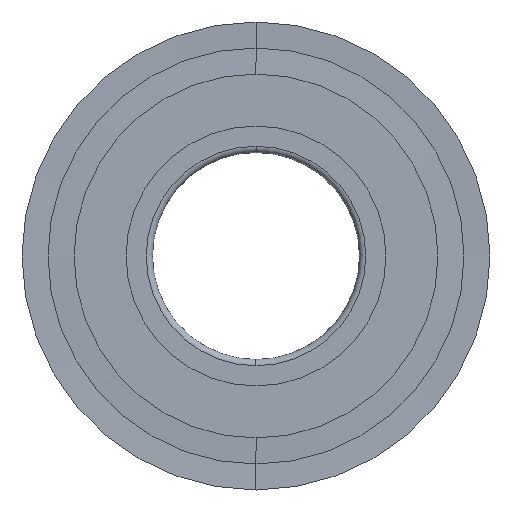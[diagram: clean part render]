
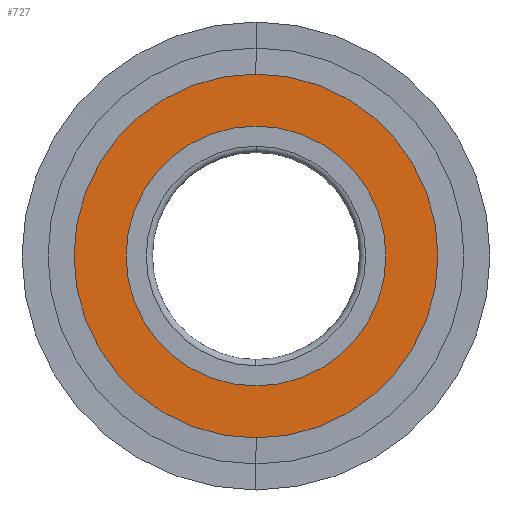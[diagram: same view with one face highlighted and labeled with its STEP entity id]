
A CAD part, left-side view. The second image highlights one B-rep face of the part: STEP entity #727.
In plain terms, the highlighted planar face has unit normal (-1, 0, 0).
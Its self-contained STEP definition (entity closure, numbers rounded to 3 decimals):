
#36 = CIRCLE ( 'NONE', #884, 8.787 ) ;
#159 = VERTEX_POINT ( 'NONE', #1502 ) ;
#165 = EDGE_CURVE ( 'NONE', #159, #783, #466, .T. ) ;
#186 = CARTESIAN_POINT ( 'NONE',  ( 0.27, 0., 0. ) ) ;
#223 = DIRECTION ( 'NONE',  ( 1., 0., 0. ) ) ;
#282 = ORIENTED_EDGE ( 'NONE', *, *, #1131, .F. ) ;
#322 = DIRECTION ( 'NONE',  ( 0., 0., 1. ) ) ;
#342 = CIRCLE ( 'NONE', #1070, 6.275 ) ;
#392 = DIRECTION ( 'NONE',  ( -1., 0., 0. ) ) ;
#426 = ORIENTED_EDGE ( 'NONE', *, *, #949, .F. ) ;
#466 = CIRCLE ( 'NONE', #934, 8.787 ) ;
#499 = CARTESIAN_POINT ( 'NONE',  ( 0.27, 0., 0. ) ) ;
#553 = CARTESIAN_POINT ( 'NONE',  ( 0.27, 0., 0. ) ) ;
#635 = DIRECTION ( 'NONE',  ( 0., 0., 1. ) ) ;
#681 = DIRECTION ( 'NONE',  ( 0., 0., 1. ) ) ;
#685 = EDGE_LOOP ( 'NONE', ( #715, #1486 ) ) ;
#715 = ORIENTED_EDGE ( 'NONE', *, *, #165, .T. ) ;
#727 = ADVANCED_FACE ( 'NONE', ( #1637, #1287 ), #1405, .F. ) ;
#783 = VERTEX_POINT ( 'NONE', #1020 ) ;
#793 = EDGE_CURVE ( 'NONE', #783, #159, #36, .T. ) ;
#813 = AXIS2_PLACEMENT_3D ( 'NONE', #1014, #223, #1144 ) ;
#884 = AXIS2_PLACEMENT_3D ( 'NONE', #499, #1431, #635 ) ;
#889 = CARTESIAN_POINT ( 'NONE',  ( 0.27, 0., 6.275 ) ) ;
#906 = EDGE_LOOP ( 'NONE', ( #282, #426 ) ) ;
#934 = AXIS2_PLACEMENT_3D ( 'NONE', #186, #1112, #322 ) ;
#949 = EDGE_CURVE ( 'NONE', #1561, #1550, #1021, .T. ) ;
#1014 = CARTESIAN_POINT ( 'NONE',  ( 0.27, 8.787, 0. ) ) ;
#1020 = CARTESIAN_POINT ( 'NONE',  ( 0.27, 0., 8.787 ) ) ;
#1021 = CIRCLE ( 'NONE', #1266, 6.275 ) ;
#1070 = AXIS2_PLACEMENT_3D ( 'NONE', #553, #1475, #681 ) ;
#1112 = DIRECTION ( 'NONE',  ( -1., 0., 0. ) ) ;
#1131 = EDGE_CURVE ( 'NONE', #1550, #1561, #342, .T. ) ;
#1144 = DIRECTION ( 'NONE',  ( 0., 0., -1. ) ) ;
#1176 = CARTESIAN_POINT ( 'NONE',  ( 0.27, 0., 0. ) ) ;
#1266 = AXIS2_PLACEMENT_3D ( 'NONE', #1176, #392, #1306 ) ;
#1276 = CARTESIAN_POINT ( 'NONE',  ( 0.27, 0., -6.275 ) ) ;
#1287 = FACE_OUTER_BOUND ( 'NONE', #685, .T. ) ;
#1306 = DIRECTION ( 'NONE',  ( 0., 0., 1. ) ) ;
#1405 = PLANE ( 'NONE',  #813 ) ;
#1431 = DIRECTION ( 'NONE',  ( -1., 0., 0. ) ) ;
#1475 = DIRECTION ( 'NONE',  ( -1., 0., 0. ) ) ;
#1486 = ORIENTED_EDGE ( 'NONE', *, *, #793, .T. ) ;
#1502 = CARTESIAN_POINT ( 'NONE',  ( 0.27, 0., -8.787 ) ) ;
#1550 = VERTEX_POINT ( 'NONE', #889 ) ;
#1561 = VERTEX_POINT ( 'NONE', #1276 ) ;
#1637 = FACE_BOUND ( 'NONE', #906, .T. ) ;
